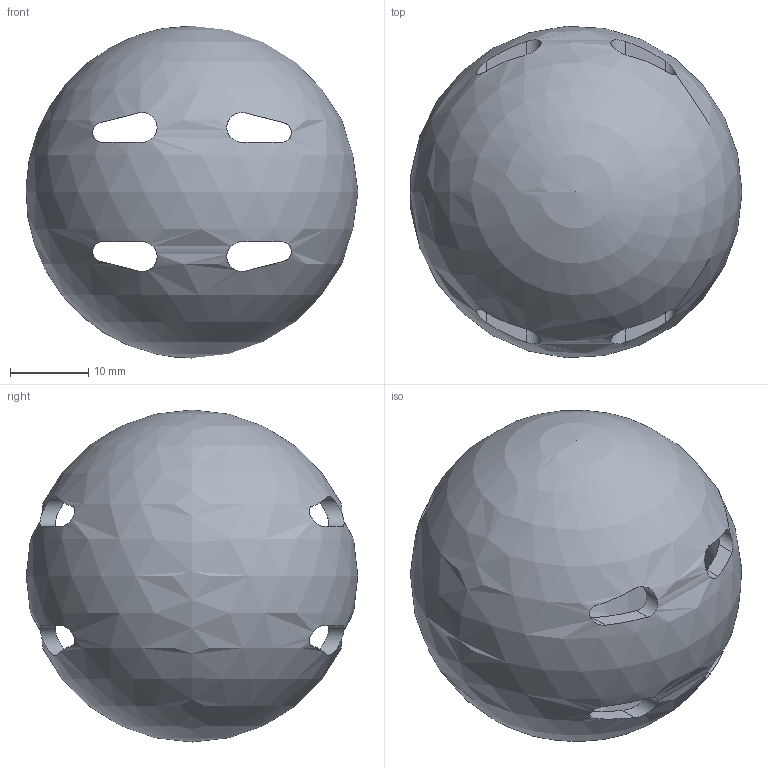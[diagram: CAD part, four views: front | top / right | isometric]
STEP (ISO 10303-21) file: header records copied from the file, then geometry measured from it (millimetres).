
FILE_DESCRIPTION(/* description */ (''),/* implementation_level */ '2;1');
FILE_NAME(/* name */ 'WiffleBall_Small.ipt.stp',/* time_stamp */ '2014-12-18T16:49:46-08:00',/* author */ ('Autodesk Inc.'),/* organization */ (''),/* preprocessor_version */ 'ST-DEVELOPER v15.6',/* originating_system */ 'Autodesk Inventor 2015',/* authorisation */ '');
FILE_SCHEMA (('AUTOMOTIVE_DESIGN { 1 0 10303 214 3 1 1 }'));
Length unit declared in the file: inch
Products named in the file (1): WiffleBall_Small
Bounding box: 42.41 x 42.35 x 42.42 mm (x, y, z)
Volume: 8798.1 mm3; surface area: 10272 mm2
Topology: 1 solids, 1 shells, 34 faces, 102 edges, 68 vertices
Faces by surface type: cylinder 16, plane 16, sphere 2
Entity records: 1741 total; most frequent: CARTESIAN_POINT 827, ORIENTED_EDGE 192, DIRECTION 166, EDGE_CURVE 96, AXIS2_PLACEMENT_3D 67, VERTEX_POINT 64, EDGE_LOOP 48, ADVANCED_FACE 34
